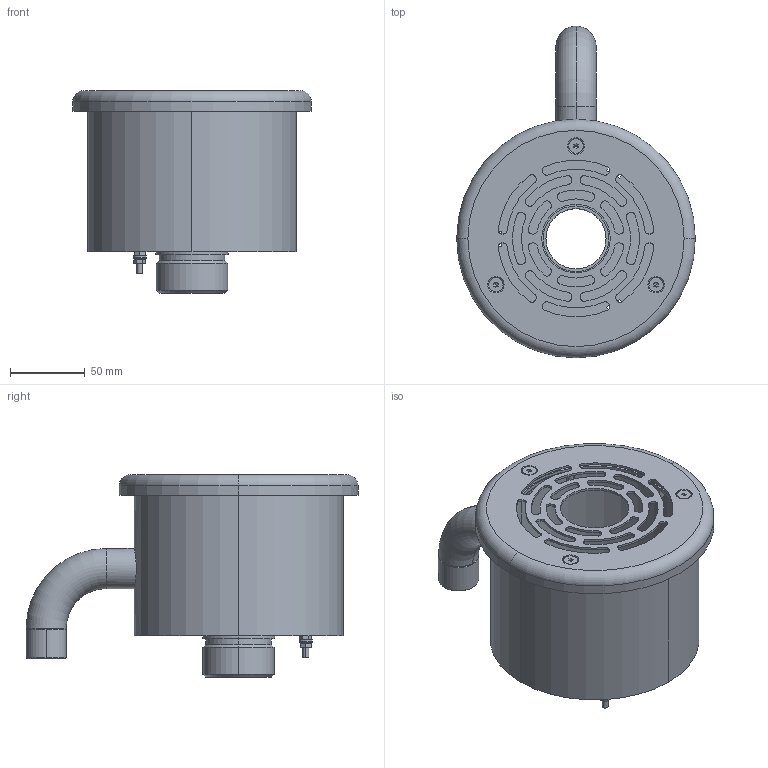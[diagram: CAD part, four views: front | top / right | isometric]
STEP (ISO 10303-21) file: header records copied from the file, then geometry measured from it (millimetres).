
FILE_DESCRIPTION (( 'STEP AP203' ), '1' );
FILE_NAME ('ÔÃ.12 - Ôîðñóíêà_Ñòîðîííèå îðãàíèçàöèè äåòàëü.STEP', '2023-03-31T07:20:18', ( '' ), ( '' ), 'SwSTEP 2.0', 'SolidWorks 2016', '' );
FILE_SCHEMA (( 'CONFIG_CONTROL_DESIGN' ));
Length unit declared in the file: millimetre
Products named in the file (1): ÔÃ.12 - Ôîðñóíêà_Ñòîðîííèå îðãàíèçàöèè äåòàëü
Bounding box: 160 x 222.55 x 136 mm (x, y, z)
Volume: 171281.6 mm3; surface area: 226627.8 mm2
Topology: 24 solids, 24 shells, 669 faces, 1636 edges, 1007 vertices
Faces by surface type: cylinder 300, plane 223, cone 112, torus 32, bspline 2
Entity records: 21101 total; most frequent: CARTESIAN_POINT 4615, DIRECTION 3690, ORIENTED_EDGE 3236, EDGE_CURVE 1618, AXIS2_PLACEMENT_3D 1448, VERTEX_POINT 1007, EDGE_LOOP 807, LINE 794
